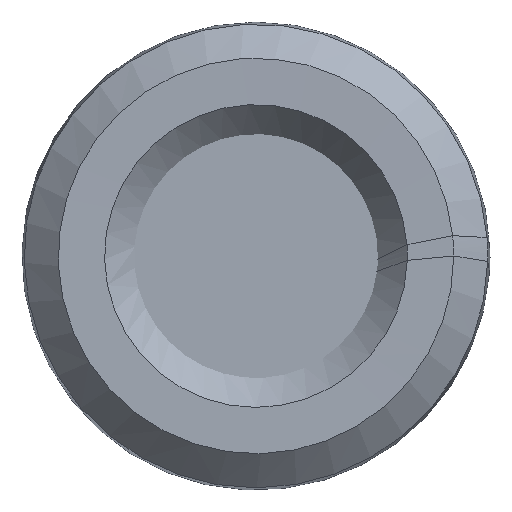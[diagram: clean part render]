
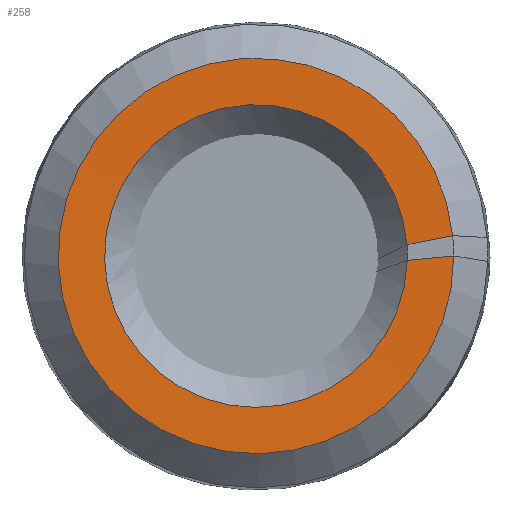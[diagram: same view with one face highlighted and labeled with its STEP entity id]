
A CAD part, top view. The second image highlights one B-rep face of the part: STEP entity #258.
In plain terms, the highlighted free-form (B-spline) face has degree [1, 3] with [2, 7] control points.
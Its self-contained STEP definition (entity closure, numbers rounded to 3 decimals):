
#258=ADVANCED_FACE('',(#309),#293,.F.);
#293=(
BOUNDED_SURFACE()
B_SPLINE_SURFACE(1,3,((#845,#846,#847,#848,#849,#850,#851),(#852,#853,#854,
#855,#856,#857,#858)),.UNSPECIFIED.,.F.,.F.,.F.)
B_SPLINE_SURFACE_WITH_KNOTS((2,2),(4,3,4),(0.,1.),(0.,0.5,1.),
 .UNSPECIFIED.)
GEOMETRIC_REPRESENTATION_ITEM()
RATIONAL_B_SPLINE_SURFACE(((1.,0.351,0.351,1.,0.351,
0.351,1.),(1.,0.351,0.351,1.,0.351,
0.351,1.)))
REPRESENTATION_ITEM('')
SURFACE()
);
#309=FACE_OUTER_BOUND('',#327,.T.);
#327=EDGE_LOOP('',(#422,#423,#424,#425));
#380=CIRCLE('',#631,24.112);
#381=CIRCLE('',#632,31.5);
#422=ORIENTED_EDGE('',*,*,#553,.F.);
#423=ORIENTED_EDGE('',*,*,#554,.F.);
#424=ORIENTED_EDGE('',*,*,#550,.T.);
#425=ORIENTED_EDGE('',*,*,#555,.T.);
#514=VERTEX_POINT('',#822);
#515=VERTEX_POINT('',#823);
#516=VERTEX_POINT('',#841);
#517=VERTEX_POINT('',#842);
#550=EDGE_CURVE('',#514,#515,#380,.T.);
#553=EDGE_CURVE('',#516,#517,#381,.T.);
#554=EDGE_CURVE('',#514,#516,#598,.T.);
#555=EDGE_CURVE('',#515,#517,#599,.T.);
#598=LINE('',#843,#614);
#599=LINE('',#844,#615);
#614=VECTOR('',#690,1.);
#615=VECTOR('',#691,1.);
#631=AXIS2_PLACEMENT_3D('',#821,#684,#685);
#632=AXIS2_PLACEMENT_3D('',#840,#688,#689);
#684=DIRECTION('',(0.,0.,-1.));
#685=DIRECTION('',(1.,-0.029,0.));
#688=DIRECTION('',(0.,0.,-1.));
#689=DIRECTION('',(1.,0.,0.));
#690=DIRECTION('',(0.996,0.093,0.011));
#691=DIRECTION('',(0.981,0.195,0.011));
#821=CARTESIAN_POINT('',(0.,0.,-0.083));
#822=CARTESIAN_POINT('',(24.102,-0.692,-0.083));
#823=CARTESIAN_POINT('',(24.045,1.792,-0.083));
#840=CARTESIAN_POINT('',(0.,0.,0.));
#841=CARTESIAN_POINT('',(31.5,0.,0.));
#842=CARTESIAN_POINT('',(31.333,3.243,0.));
#843=CARTESIAN_POINT('',(24.102,-0.692,-0.083));
#844=CARTESIAN_POINT('',(24.045,1.792,-0.083));
#845=CARTESIAN_POINT('',(24.102,-0.692,-0.083));
#846=CARTESIAN_POINT('',(22.785,-46.517,-0.083));
#847=CARTESIAN_POINT('',(-23.058,-46.383,-0.083));
#848=CARTESIAN_POINT('',(-24.105,-0.551,-0.083));
#849=CARTESIAN_POINT('',(-25.153,45.281,-0.083));
#850=CARTESIAN_POINT('',(20.637,47.509,-0.083));
#851=CARTESIAN_POINT('',(24.045,1.792,-0.083));
#852=CARTESIAN_POINT('',(31.5,0.,0.));
#853=CARTESIAN_POINT('',(31.5,-59.891,0.));
#854=CARTESIAN_POINT('',(-28.371,-61.435,0.));
#855=CARTESIAN_POINT('',(-31.458,-1.624,0.));
#856=CARTESIAN_POINT('',(-34.545,58.188,0.));
#857=CARTESIAN_POINT('',(25.167,62.816,0.));
#858=CARTESIAN_POINT('',(31.333,3.243,0.));
